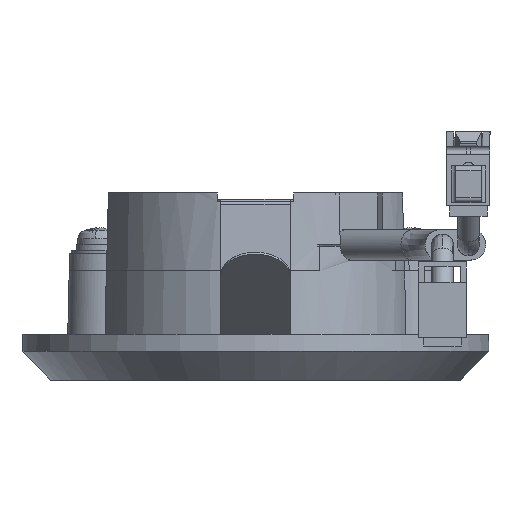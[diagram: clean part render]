
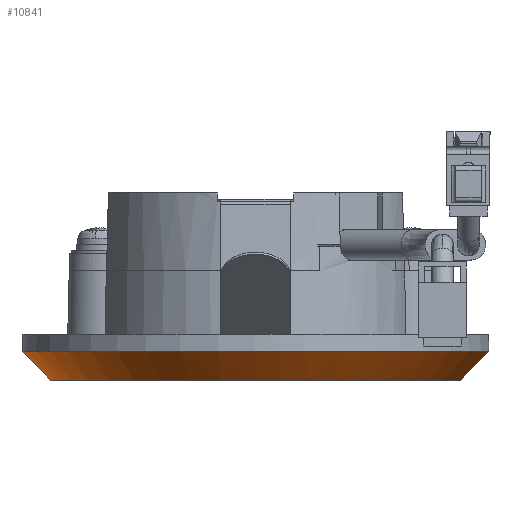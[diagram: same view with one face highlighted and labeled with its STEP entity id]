
A CAD part, left-side view. The second image highlights one B-rep face of the part: STEP entity #10841.
In plain terms, the highlighted free-form (B-spline) face has degree [2, 1] with [5, 2] control points.
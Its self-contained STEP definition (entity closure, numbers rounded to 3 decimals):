
#10687=CARTESIAN_POINT('',(-23.7,0.0,0.));
#10688=VERTEX_POINT('',#10687);
#10689=CARTESIAN_POINT('',(-1.859,23.627,0.));
#10690=VERTEX_POINT('',#10689);
#10691=CARTESIAN_POINT('',(-23.7,0.0,0.));
#10692=CARTESIAN_POINT('',(-23.7,21.908,0.));
#10693=CARTESIAN_POINT('',(-1.859,23.627,0.));
#10701=(BOUNDED_CURVE()B_SPLINE_CURVE(2,(#10691,#10692,#10693),.UNSPECIFIED.,.F.,.U.)B_SPLINE_CURVE_WITH_KNOTS((3,3),(0.0,0.236),.UNSPECIFIED.)CURVE()GEOMETRIC_REPRESENTATION_ITEM()RATIONAL_B_SPLINE_CURVE((1.0,0.723,0.97))REPRESENTATION_ITEM(''));
#10702=EDGE_CURVE('',#10688,#10690,#10701,.T.);
#10721=CARTESIAN_POINT('',(1.859,-23.627,0.));
#10722=VERTEX_POINT('',#10721);
#10736=CARTESIAN_POINT('',(1.859,-23.627,0.));
#10737=CARTESIAN_POINT('',(0.931,-23.7,0.));
#10738=CARTESIAN_POINT('',(0.,-23.7,0.));
#10739=CARTESIAN_POINT('',(-23.7,-23.7,0.));
#10740=CARTESIAN_POINT('',(-23.7,0.0,0.));
#10748=(BOUNDED_CURVE()B_SPLINE_CURVE(2,(#10736,#10737,#10738,#10739,#10740),.UNSPECIFIED.,.F.,.U.)B_SPLINE_CURVE_WITH_KNOTS((3,2,3),(0.736,0.75,1.0),.UNSPECIFIED.)CURVE()GEOMETRIC_REPRESENTATION_ITEM()RATIONAL_B_SPLINE_CURVE((0.97,0.984,1.0,0.707,1.0))REPRESENTATION_ITEM(''));
#10749=EDGE_CURVE('',#10722,#10688,#10748,.T.);
#10760=CARTESIAN_POINT('',(-1.853,23.545,-0.082));
#10761=CARTESIAN_POINT('',(-25.398,21.692,-0.082));
#10762=CARTESIAN_POINT('',(-23.545,-1.853,-0.082));
#10763=CARTESIAN_POINT('',(-21.692,-25.398,-0.082));
#10764=CARTESIAN_POINT('',(1.853,-23.545,-0.082));
#10765=CARTESIAN_POINT('',(-2.125,27.001,3.385));
#10766=CARTESIAN_POINT('',(-29.126,24.876,3.385));
#10767=CARTESIAN_POINT('',(-27.001,-2.125,3.385));
#10768=CARTESIAN_POINT('',(-24.876,-29.126,3.385));
#10769=CARTESIAN_POINT('',(2.125,-27.001,3.385));
#10777=(BOUNDED_SURFACE()B_SPLINE_SURFACE(2,1,((#10760,#10765),(#10761,#10766),(#10762,#10767),(#10763,#10768),(#10764,#10769)),.UNSPECIFIED.,.F.,.F.,.U.)B_SPLINE_SURFACE_WITH_KNOTS((3,2,3),(2,2),(0.0,44.875,89.75),(0.0,4.903),.UNSPECIFIED.)GEOMETRIC_REPRESENTATION_ITEM()RATIONAL_B_SPLINE_SURFACE(((1.0,1.0),(0.707,0.707),(1.0,1.0),(0.707,0.707),(1.0,1.0)))REPRESENTATION_ITEM('')SURFACE());
#10778=CARTESIAN_POINT('',(-27.,0.0,3.3));
#10779=VERTEX_POINT('',#10778);
#10780=CARTESIAN_POINT('',(-2.118,26.917,3.3));
#10781=VERTEX_POINT('',#10780);
#10782=CARTESIAN_POINT('',(-27.,0.0,3.3));
#10783=CARTESIAN_POINT('',(-27.,24.959,3.3));
#10784=CARTESIAN_POINT('',(-2.118,26.917,3.3));
#10792=(BOUNDED_CURVE()B_SPLINE_CURVE(2,(#10782,#10783,#10784),.UNSPECIFIED.,.F.,.U.)B_SPLINE_CURVE_WITH_KNOTS((3,3),(0.0,0.236),.UNSPECIFIED.)CURVE()GEOMETRIC_REPRESENTATION_ITEM()RATIONAL_B_SPLINE_CURVE((1.0,0.723,0.97))REPRESENTATION_ITEM(''));
#10793=EDGE_CURVE('',#10779,#10781,#10792,.T.);
#10794=ORIENTED_EDGE('',*,*,#10793,.T.);
#10795=CARTESIAN_POINT('',(-1.859,23.627,0.));
#10796=CARTESIAN_POINT('',(-2.118,26.917,3.3));
#10797=QUASI_UNIFORM_CURVE('',1,(#10795,#10796),.UNSPECIFIED.,.F.,.U.);
#10798=EDGE_CURVE('',#10690,#10781,#10797,.T.);
#10799=ORIENTED_EDGE('',*,*,#10798,.F.);
#10800=ORIENTED_EDGE('',*,*,#10702,.F.);
#10801=ORIENTED_EDGE('',*,*,#10749,.F.);
#10802=CARTESIAN_POINT('',(2.118,-26.917,3.3));
#10803=VERTEX_POINT('',#10802);
#10804=CARTESIAN_POINT('',(1.859,-23.627,0.));
#10805=CARTESIAN_POINT('',(2.118,-26.917,3.3));
#10806=QUASI_UNIFORM_CURVE('',1,(#10804,#10805),.UNSPECIFIED.,.F.,.U.);
#10807=EDGE_CURVE('',#10722,#10803,#10806,.T.);
#10808=ORIENTED_EDGE('',*,*,#10807,.T.);
#10809=CARTESIAN_POINT('',(1.648,-26.95,3.3));
#10810=VERTEX_POINT('',#10809);
#10811=CARTESIAN_POINT('',(2.118,-26.917,3.3));
#10812=CARTESIAN_POINT('',(1.883,-26.935,3.3));
#10813=CARTESIAN_POINT('',(1.648,-26.95,3.3));
#10821=(BOUNDED_CURVE()B_SPLINE_CURVE(2,(#10811,#10812,#10813),.UNSPECIFIED.,.F.,.U.)B_SPLINE_CURVE_WITH_KNOTS((3,3),(0.736,0.739),.UNSPECIFIED.)CURVE()GEOMETRIC_REPRESENTATION_ITEM()RATIONAL_B_SPLINE_CURVE((0.97,0.973,0.976))REPRESENTATION_ITEM(''));
#10822=EDGE_CURVE('',#10803,#10810,#10821,.T.);
#10823=ORIENTED_EDGE('',*,*,#10822,.T.);
#10824=CARTESIAN_POINT('',(1.648,-26.95,3.3));
#10825=CARTESIAN_POINT('',(0.825,-27.,3.3));
#10826=CARTESIAN_POINT('',(0.,-27.,3.3));
#10827=CARTESIAN_POINT('',(-27.,-27.,3.3));
#10828=CARTESIAN_POINT('',(-27.,0.0,3.3));
#10836=(BOUNDED_CURVE()B_SPLINE_CURVE(2,(#10824,#10825,#10826,#10827,#10828),.UNSPECIFIED.,.F.,.U.)B_SPLINE_CURVE_WITH_KNOTS((3,2,3),(0.739,0.75,1.0),.UNSPECIFIED.)CURVE()GEOMETRIC_REPRESENTATION_ITEM()RATIONAL_B_SPLINE_CURVE((0.976,0.988,1.0,0.707,1.0))REPRESENTATION_ITEM(''));
#10837=EDGE_CURVE('',#10810,#10779,#10836,.T.);
#10838=ORIENTED_EDGE('',*,*,#10837,.T.);
#10839=EDGE_LOOP('',(#10794,#10799,#10800,#10801,#10808,#10823,#10838));
#10840=FACE_OUTER_BOUND('',#10839,.T.);
#10841=ADVANCED_FACE('',(#10840),#10777,.T.);
